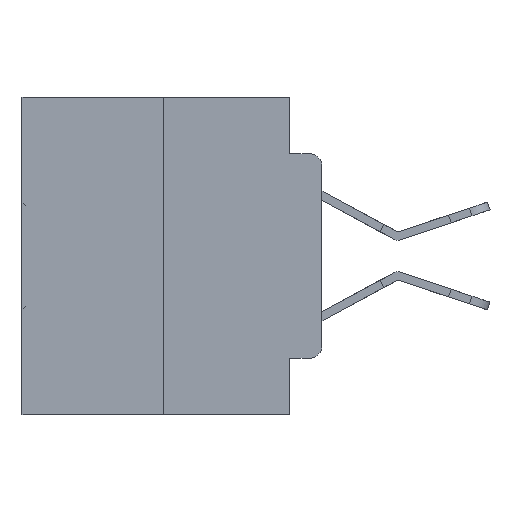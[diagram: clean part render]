
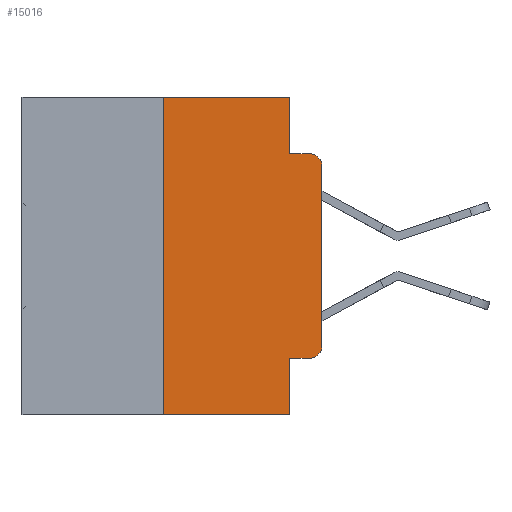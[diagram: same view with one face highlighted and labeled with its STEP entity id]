
A CAD part, left-side view. The second image highlights one B-rep face of the part: STEP entity #15016.
In plain terms, the highlighted planar face has unit normal (-1, 0, 0).
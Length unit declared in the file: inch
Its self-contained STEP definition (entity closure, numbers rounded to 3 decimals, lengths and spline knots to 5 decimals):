
#382 = CARTESIAN_POINT ( 'NONE',  ( 0., 0.25, -0.5 ) ) ;
#461 = CIRCLE ( 'NONE', #28783, 0.02 ) ;
#504 = CARTESIAN_POINT ( 'NONE',  ( 0., 0.02, -0.1085 ) ) ;
#692 = VECTOR ( 'NONE', #17272, 39.37008 ) ;
#936 = DIRECTION ( 'NONE',  ( 0., 0., -1. ) ) ;
#1176 = FACE_OUTER_BOUND ( 'NONE', #23789, .T. ) ;
#1179 = CARTESIAN_POINT ( 'NONE',  ( 0., 0.051, -0.4115 ) ) ;
#1675 = VECTOR ( 'NONE', #17928, 39.37008 ) ;
#1799 = LINE ( 'NONE', #30723, #9302 ) ;
#2262 = LINE ( 'NONE', #18165, #12704 ) ;
#2715 = CARTESIAN_POINT ( 'NONE',  ( 0., 0.25, 0. ) ) ;
#2951 = CARTESIAN_POINT ( 'NONE',  ( 0., 0.051, -0.0885 ) ) ;
#2957 = EDGE_CURVE ( 'NONE', #23677, #21469, #17099, .T. ) ;
#2989 = ORIENTED_EDGE ( 'NONE', *, *, #2957, .T. ) ;
#3748 = VERTEX_POINT ( 'NONE', #9792 ) ;
#4500 = DIRECTION ( 'NONE',  ( 0., 0., 1. ) ) ;
#4903 = EDGE_CURVE ( 'NONE', #3748, #32959, #9895, .T. ) ;
#5434 = ORIENTED_EDGE ( 'NONE', *, *, #6229, .F. ) ;
#5503 = VERTEX_POINT ( 'NONE', #2715 ) ;
#6219 = EDGE_CURVE ( 'NONE', #10814, #28183, #15614, .T. ) ;
#6229 = EDGE_CURVE ( 'NONE', #11482, #17579, #18606, .T. ) ;
#6753 = DIRECTION ( 'NONE',  ( 0., 0., -1. ) ) ;
#6957 = EDGE_CURVE ( 'NONE', #5503, #12824, #2262, .T. ) ;
#6974 = ORIENTED_EDGE ( 'NONE', *, *, #6957, .F. ) ;
#7323 = DIRECTION ( 'NONE',  ( 0., -1., 0. ) ) ;
#7749 = CARTESIAN_POINT ( 'NONE',  ( 0., 0.473, 0. ) ) ;
#8211 = DIRECTION ( 'NONE',  ( -1., 0., 0. ) ) ;
#8512 = ORIENTED_EDGE ( 'NONE', *, *, #4903, .T. ) ;
#8862 = DIRECTION ( 'NONE',  ( -1., 0., 0. ) ) ;
#9027 = ORIENTED_EDGE ( 'NONE', *, *, #20638, .T. ) ;
#9302 = VECTOR ( 'NONE', #6753, 39.37008 ) ;
#9462 = CARTESIAN_POINT ( 'NONE',  ( 0., 0.051, 0. ) ) ;
#9474 = AXIS2_PLACEMENT_3D ( 'NONE', #22146, #8862, #936 ) ;
#9603 = CARTESIAN_POINT ( 'NONE',  ( 0., 0., -0.1085 ) ) ;
#9792 = CARTESIAN_POINT ( 'NONE',  ( 0., 0.051, -0.4115 ) ) ;
#9895 = LINE ( 'NONE', #1179, #692 ) ;
#10534 = DIRECTION ( 'NONE',  ( 1., 0., 0. ) ) ;
#10814 = VERTEX_POINT ( 'NONE', #28150 ) ;
#11221 = DIRECTION ( 'NONE',  ( 0., 0., -1. ) ) ;
#11482 = VERTEX_POINT ( 'NONE', #2951 ) ;
#12361 = ORIENTED_EDGE ( 'NONE', *, *, #16901, .T. ) ;
#12704 = VECTOR ( 'NONE', #7323, 39.37008 ) ;
#12824 = VERTEX_POINT ( 'NONE', #9462 ) ;
#12986 = PLANE ( 'NONE',  #30979 ) ;
#13003 = DIRECTION ( 'NONE',  ( 0., 0., -1. ) ) ;
#13223 = DIRECTION ( 'NONE',  ( 0., 0., -1. ) ) ;
#13565 = VECTOR ( 'NONE', #15292, 39.37008 ) ;
#14590 = CARTESIAN_POINT ( 'NONE',  ( 0., 0.02, -0.0885 ) ) ;
#14969 = CARTESIAN_POINT ( 'NONE',  ( 0., 0.25, 0. ) ) ;
#15016 = ADVANCED_FACE ( 'NONE', ( #1176 ), #12986, .F. ) ;
#15064 = ORIENTED_EDGE ( 'NONE', *, *, #22857, .F. ) ;
#15292 = DIRECTION ( 'NONE',  ( 0., -1., 0. ) ) ;
#15614 = LINE ( 'NONE', #24007, #27333 ) ;
#16413 = LINE ( 'NONE', #20942, #22313 ) ;
#16901 = EDGE_CURVE ( 'NONE', #28183, #17579, #461, .T. ) ;
#17099 = LINE ( 'NONE', #34298, #1675 ) ;
#17144 = CIRCLE ( 'NONE', #9474, 0.02 ) ;
#17272 = DIRECTION ( 'NONE',  ( 0., -1., 0. ) ) ;
#17579 = VERTEX_POINT ( 'NONE', #14590 ) ;
#17928 = DIRECTION ( 'NONE',  ( 0., -1., 0. ) ) ;
#18165 = CARTESIAN_POINT ( 'NONE',  ( 0., 0.473, 0. ) ) ;
#18606 = LINE ( 'NONE', #34252, #13565 ) ;
#18710 = CARTESIAN_POINT ( 'NONE',  ( 0., 0.051, -0.5 ) ) ;
#19678 = LINE ( 'NONE', #14969, #27582 ) ;
#20638 = EDGE_CURVE ( 'NONE', #32959, #10814, #17144, .T. ) ;
#20942 = CARTESIAN_POINT ( 'NONE',  ( 0., 0.051, 0. ) ) ;
#21408 = EDGE_CURVE ( 'NONE', #12824, #11482, #16413, .T. ) ;
#21469 = VERTEX_POINT ( 'NONE', #18710 ) ;
#21731 = ORIENTED_EDGE ( 'NONE', *, *, #6219, .T. ) ;
#22146 = CARTESIAN_POINT ( 'NONE',  ( 0., 0.02, -0.3915 ) ) ;
#22313 = VECTOR ( 'NONE', #13003, 39.37008 ) ;
#22857 = EDGE_CURVE ( 'NONE', #23677, #5503, #19678, .T. ) ;
#23677 = VERTEX_POINT ( 'NONE', #382 ) ;
#23789 = EDGE_LOOP ( 'NONE', ( #21731, #12361, #5434, #27337, #6974, #15064, #2989, #32348, #8512, #9027 ) ) ;
#24007 = CARTESIAN_POINT ( 'NONE',  ( 0., 0., 0. ) ) ;
#27333 = VECTOR ( 'NONE', #4500, 39.37008 ) ;
#27337 = ORIENTED_EDGE ( 'NONE', *, *, #21408, .F. ) ;
#27582 = VECTOR ( 'NONE', #31370, 39.37008 ) ;
#28150 = CARTESIAN_POINT ( 'NONE',  ( 0., 0., -0.3915 ) ) ;
#28183 = VERTEX_POINT ( 'NONE', #9603 ) ;
#28783 = AXIS2_PLACEMENT_3D ( 'NONE', #504, #8211, #11221 ) ;
#30723 = CARTESIAN_POINT ( 'NONE',  ( 0., 0.051, 0. ) ) ;
#30979 = AXIS2_PLACEMENT_3D ( 'NONE', #7749, #10534, #13223 ) ;
#31370 = DIRECTION ( 'NONE',  ( 0., 0., 1. ) ) ;
#32348 = ORIENTED_EDGE ( 'NONE', *, *, #34271, .F. ) ;
#32888 = CARTESIAN_POINT ( 'NONE',  ( 0., 0.02, -0.4115 ) ) ;
#32959 = VERTEX_POINT ( 'NONE', #32888 ) ;
#34252 = CARTESIAN_POINT ( 'NONE',  ( 0., 0.051, -0.0885 ) ) ;
#34271 = EDGE_CURVE ( 'NONE', #3748, #21469, #1799, .T. ) ;
#34298 = CARTESIAN_POINT ( 'NONE',  ( 0., 0.473, -0.5 ) ) ;
